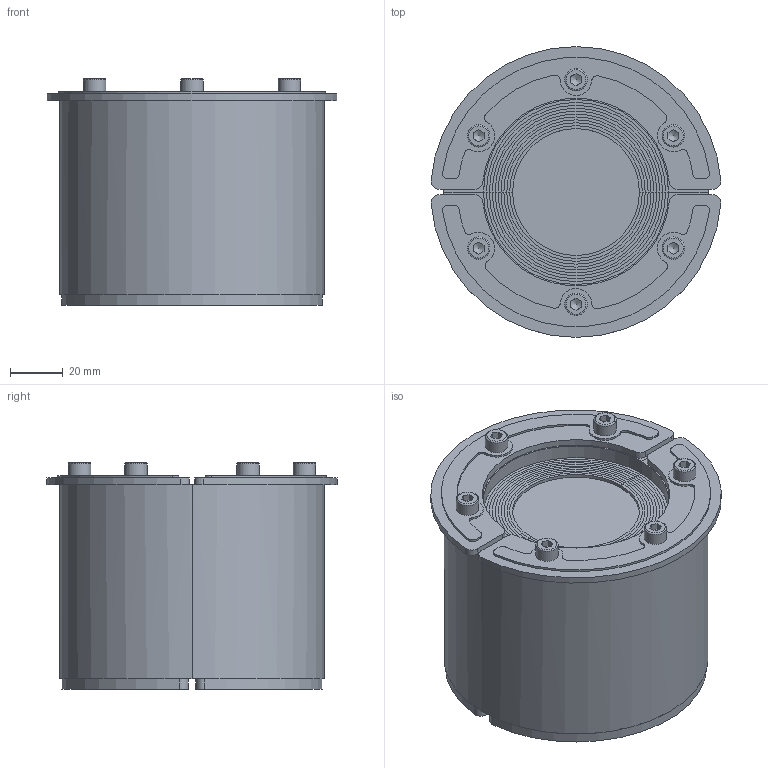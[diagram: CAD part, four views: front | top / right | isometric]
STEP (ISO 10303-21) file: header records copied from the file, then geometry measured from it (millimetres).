
FILE_DESCRIPTION(/* description */ (''),/* implementation_level */ '2;1');
FILE_NAME(/* name */ 'RS 100 AISI316.stp',/* time_stamp */ '2025-08-13T13:34:10+02:00',/* author */ ('se-marfre'),/* organization */ (''),/* preprocessor_version */ 'ST-DEVELOPER v19.2',/* originating_system */ 'Autodesk Inventor 2023',/* authorisation */ '');
FILE_SCHEMA (('CONFIG_CONTROL_DESIGN'));
Length unit declared in the file: millimetre
Products named in the file (1): RS 100 AISI316
Bounding box: 109.67 x 110 x 85.8 mm (x, y, z)
Volume: 558059.5 mm3; surface area: 50932.9 mm2
Topology: 1 solids, 7 shells, 238 faces, 586 edges, 372 vertices
Faces by surface type: plane 120, cylinder 94, cone 12, torus 12
Full cylindrical faces by diameter (mm): 4.134 x6, 5 x6, 5.2 x6, 8.5 x6
Entity records: 7335 total; most frequent: DIRECTION 1292, CARTESIAN_POINT 1275, ORIENTED_EDGE 1160, EDGE_CURVE 580, AXIS2_PLACEMENT_3D 515, VERTEX_POINT 372, CIRCLE 276, EDGE_LOOP 266
